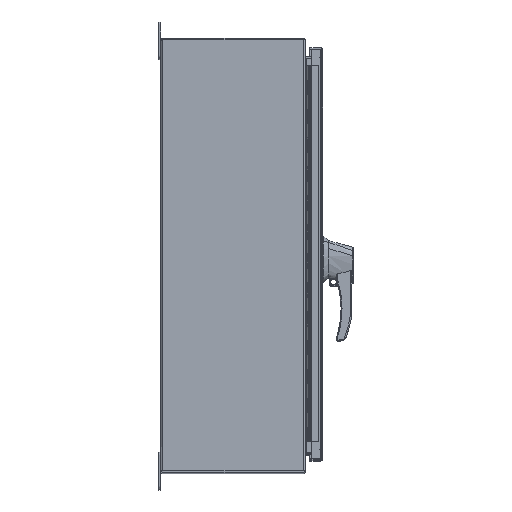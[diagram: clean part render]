
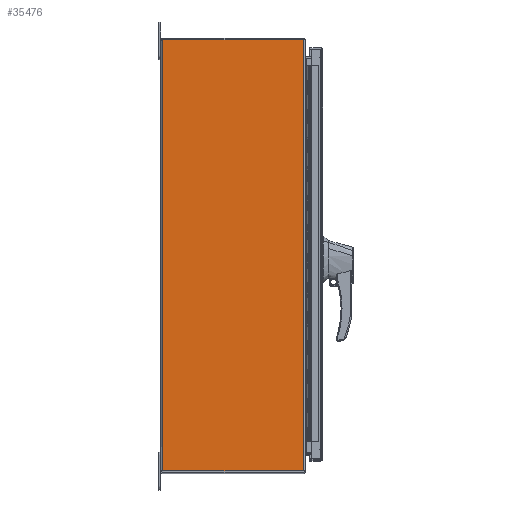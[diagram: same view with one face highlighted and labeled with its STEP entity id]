
A CAD part, top view. The second image highlights one B-rep face of the part: STEP entity #35476.
In plain terms, the highlighted face is planar.
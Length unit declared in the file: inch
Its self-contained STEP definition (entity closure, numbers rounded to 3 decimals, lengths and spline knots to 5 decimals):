
#2455 = CARTESIAN_POINT ( 'NONE',  ( -30., -0.048, -14.90489 ) ) ;
#8154 = FACE_OUTER_BOUND ( 'NONE', #32660, .T. ) ;
#8408 = DIRECTION ( 'NONE',  ( 0., -1., 0. ) ) ;
#21657 = AXIS2_PLACEMENT_3D ( 'NONE', #122767, #22528, #56126 ) ;
#22528 = DIRECTION ( 'NONE',  ( 1., 0., 0. ) ) ;
#25424 = DIRECTION ( 'NONE',  ( 0., 0., 1. ) ) ;
#25598 = DIRECTION ( 'NONE',  ( 0., -1., 0. ) ) ;
#27712 = VECTOR ( 'NONE', #48404, 39.37008 ) ;
#32660 = EDGE_LOOP ( 'NONE', ( #45348, #146425, #129205, #37278 ) ) ;
#35476 = ADVANCED_FACE ( 'NONE', ( #8154 ), #67047, .F. ) ;
#35804 = LINE ( 'NONE', #125720, #49934 ) ;
#37278 = ORIENTED_EDGE ( 'NONE', *, *, #39442, .T. ) ;
#39442 = EDGE_CURVE ( 'NONE', #50691, #86157, #110380, .T. ) ;
#45348 = ORIENTED_EDGE ( 'NONE', *, *, #99041, .F. ) ;
#47927 = CARTESIAN_POINT ( 'NONE',  ( -30., -9.762, 104.071 ) ) ;
#48404 = DIRECTION ( 'NONE',  ( 0., 0., -1. ) ) ;
#49934 = VECTOR ( 'NONE', #25424, 39.37008 ) ;
#50691 = VERTEX_POINT ( 'NONE', #2455 ) ;
#56126 = DIRECTION ( 'NONE',  ( 0., 1., 0. ) ) ;
#57753 = LINE ( 'NONE', #47927, #27712 ) ;
#59936 = CARTESIAN_POINT ( 'NONE',  ( -30., -9.762, 14.90489 ) ) ;
#67047 = PLANE ( 'NONE',  #21657 ) ;
#67758 = LINE ( 'NONE', #125881, #103111 ) ;
#68114 = CARTESIAN_POINT ( 'NONE',  ( -30., -0.048, 14.90489 ) ) ;
#72137 = EDGE_CURVE ( 'NONE', #50691, #125318, #35804, .T. ) ;
#86157 = VERTEX_POINT ( 'NONE', #102725 ) ;
#98810 = CARTESIAN_POINT ( 'NONE',  ( -30., -0.048, -14.90489 ) ) ;
#99041 = EDGE_CURVE ( 'NONE', #115857, #86157, #57753, .T. ) ;
#102725 = CARTESIAN_POINT ( 'NONE',  ( -30., -9.762, -14.90489 ) ) ;
#103111 = VECTOR ( 'NONE', #25598, 39.37008 ) ;
#110380 = LINE ( 'NONE', #98810, #117446 ) ;
#115857 = VERTEX_POINT ( 'NONE', #59936 ) ;
#117446 = VECTOR ( 'NONE', #8408, 39.37008 ) ;
#122767 = CARTESIAN_POINT ( 'NONE',  ( -30., 0., 104.071 ) ) ;
#125318 = VERTEX_POINT ( 'NONE', #68114 ) ;
#125720 = CARTESIAN_POINT ( 'NONE',  ( -30., -0.048, 14.857 ) ) ;
#125881 = CARTESIAN_POINT ( 'NONE',  ( -30., -0.048, 14.90489 ) ) ;
#126938 = EDGE_CURVE ( 'NONE', #125318, #115857, #67758, .T. ) ;
#129205 = ORIENTED_EDGE ( 'NONE', *, *, #72137, .F. ) ;
#146425 = ORIENTED_EDGE ( 'NONE', *, *, #126938, .F. ) ;
